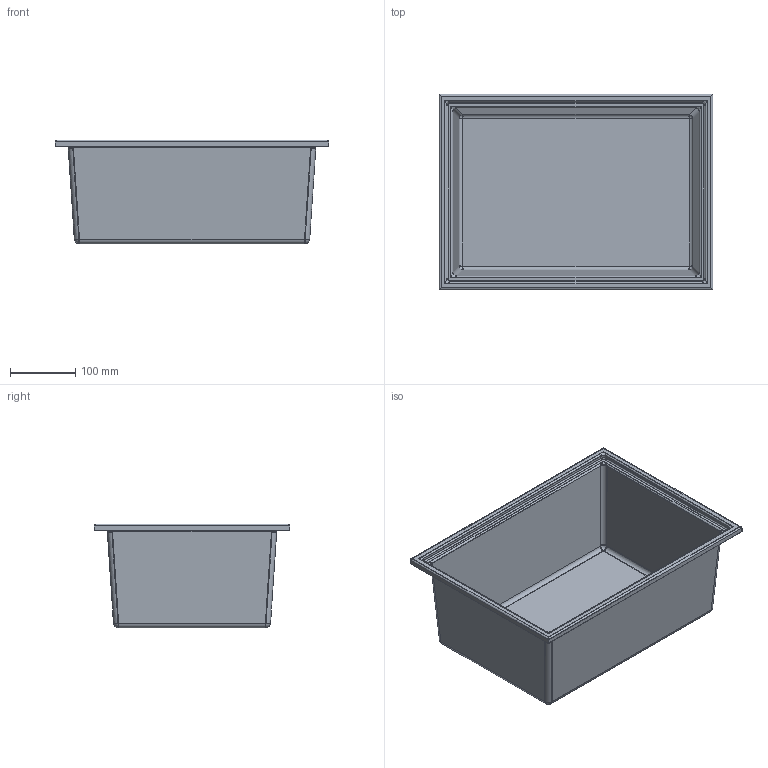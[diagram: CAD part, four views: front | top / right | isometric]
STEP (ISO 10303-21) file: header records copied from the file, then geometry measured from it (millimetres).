
FILE_DESCRIPTION(/* description */ ('Unknown'),/* implementation_level */ '2;1');
FILE_NAME(/* name */ '0.42x0.32x0.15m box',/* time_stamp */ '2023-03-05T09:52:48+01:00',/* author */ ('Unknown'),/* organization */ ('Unknown'),/* preprocessor_version */ 'ST-DEVELOPER v18.1',/* originating_system */ 'Solid Edge',/* authorisation */ 'Unknown');
FILE_SCHEMA (('AUTOMOTIVE_DESIGN {1 0 10303 214 3 1 1}'));
Length unit declared in the file: millimetre
Products named in the file (1): 0.42x0.32x0.15m box
Bounding box: 420 x 300 x 159.42 mm (x, y, z)
Volume: 308620.2 mm3; surface area: 627548.1 mm2
Topology: 1 solids, 1 shells, 114 faces, 260 edges, 132 vertices
Faces by surface type: cylinder 56, plane 30, bspline 16, sphere 8, torus 4
Entity records: 8562 total; most frequent: CARTESIAN_POINT 6163, DIRECTION 506, ORIENTED_EDGE 480, EDGE_CURVE 240, AXIS2_PLACEMENT_3D 191, VERTEX_POINT 132, LINE 124, VECTOR 124
